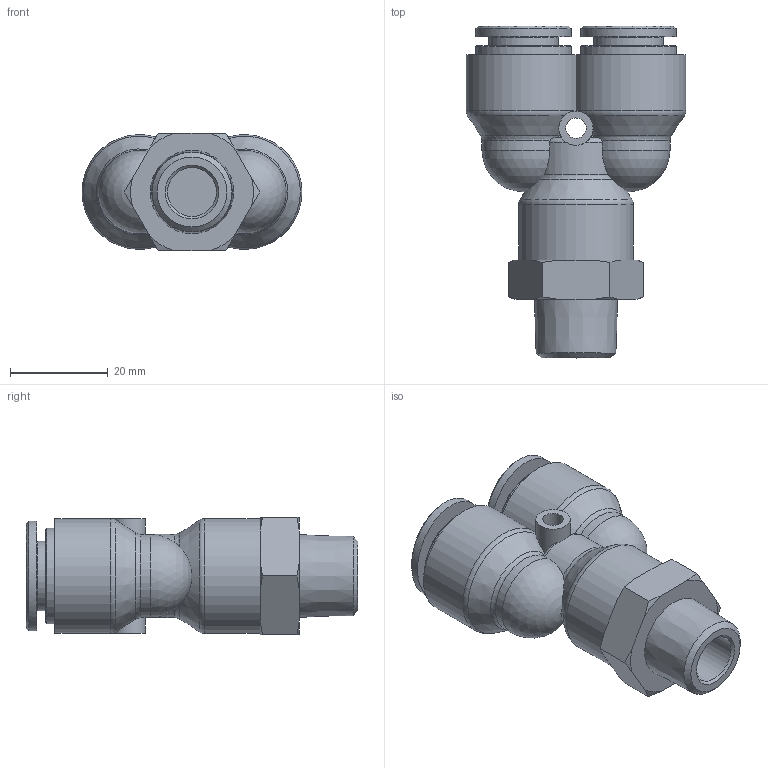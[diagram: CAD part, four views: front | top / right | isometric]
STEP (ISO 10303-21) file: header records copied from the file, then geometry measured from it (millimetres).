
FILE_DESCRIPTION((''),'2;1');
FILE_NAME('HR-PWT 1203.stp','2020-03-19T16:11:42',('user'),(''),'Autodesk Inventor 2013','Autodesk Inventor 2013','');
FILE_SCHEMA(('AUTOMOTIVE_DESIGN { 1 0 10303 214 1 1 1 1 }'));
Length unit declared in the file: millimetre
Products named in the file (6): 조립품5 (세부 수준1); HR-PY 12 BODY; HR-COLLAR 12; HR-Collar 12L(SUS); HR-SLEEVE 12; HR-PL BODY 1203
Assembly tree (6 placements, depth 3):
  조립품5 (세부 수준1)
    HR-PY 12 BODY
    HR-COLLAR 12  x2
      HR-Collar 12L(SUS)
      HR-SLEEVE 12
    HR-PL BODY 1203
Bounding box: 45 x 67.9 x 24 mm (x, y, z)
Volume: 26173.3 mm3; surface area: 13515.2 mm2
Topology: 6 solids, 6 shells, 303 faces, 793 edges, 526 vertices
Faces by surface type: plane 164, bspline 80, cone 26, cylinder 20, torus 11, sphere 2
Full cylindrical faces by diameter (mm): 4.2 x1, 7 x2, 10 x1, 12.18 x2, 12.2 x3, 14.2 x2, 19.6 x2, 23.5 x1
Entity records: 6332 total; most frequent: CARTESIAN_POINT 1990, ORIENTED_EDGE 926, DIRECTION 720, EDGE_CURVE 463, VERTEX_POINT 319, VECTOR 242, LINE 242, AXIS2_PLACEMENT_3D 239
